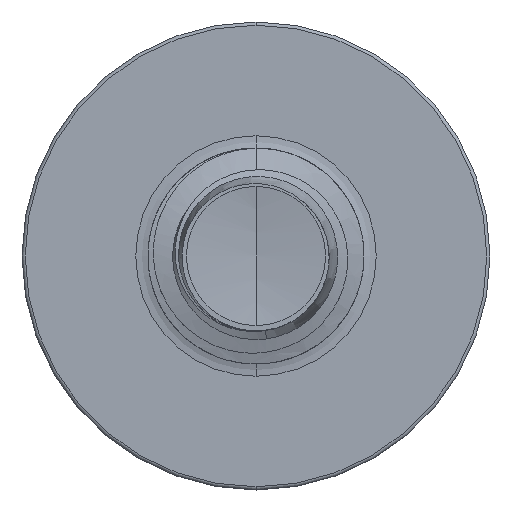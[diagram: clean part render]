
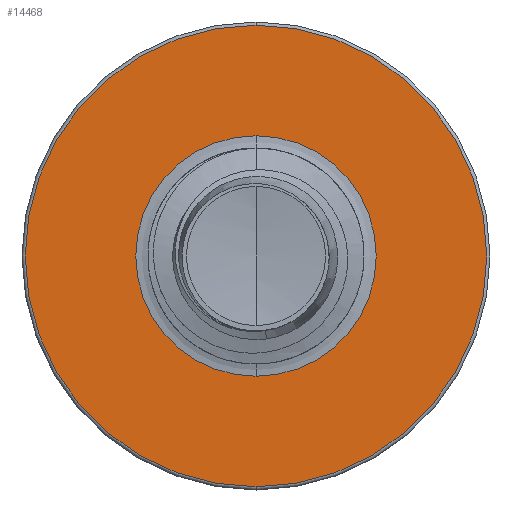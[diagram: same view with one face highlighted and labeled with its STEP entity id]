
A CAD part, front view. The second image highlights one B-rep face of the part: STEP entity #14468.
In plain terms, the highlighted planar face has unit normal (0, -1, 0).
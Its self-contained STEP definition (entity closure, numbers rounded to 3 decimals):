
#622 = FACE_OUTER_BOUND ( 'NONE', #10426, .T. ) ;
#879 = AXIS2_PLACEMENT_3D ( 'NONE', #5785, #5744, #5738 ) ;
#1782 = CIRCLE ( 'NONE', #2068, 1.67 ) ;
#2068 = AXIS2_PLACEMENT_3D ( 'NONE', #3228, #3180, #3135 ) ;
#3135 = DIRECTION ( 'NONE',  ( 0., 0., 1. ) ) ;
#3180 = DIRECTION ( 'NONE',  ( 0., 1., 0. ) ) ;
#3228 = CARTESIAN_POINT ( 'NONE',  ( 0., 8., 0. ) ) ;
#3862 = ORIENTED_EDGE ( 'NONE', *, *, #20533, .F. ) ;
#5738 = DIRECTION ( 'NONE',  ( 0., 0., 1. ) ) ;
#5744 = DIRECTION ( 'NONE',  ( 0., 1., 0. ) ) ;
#5785 = CARTESIAN_POINT ( 'NONE',  ( 0., 8., 0. ) ) ;
#6318 = DIRECTION ( 'NONE',  ( 0., 0., 1. ) ) ;
#6328 = DIRECTION ( 'NONE',  ( 0., 1., 0. ) ) ;
#6374 = CARTESIAN_POINT ( 'NONE',  ( 0., 8., 0. ) ) ;
#6461 = DIRECTION ( 'NONE',  ( 0., 0., 1. ) ) ;
#6470 = DIRECTION ( 'NONE',  ( 0., 1., 0. ) ) ;
#6513 = CARTESIAN_POINT ( 'NONE',  ( 0., 8., 0. ) ) ;
#6650 = EDGE_CURVE ( 'NONE', #9082, #19708, #19621, .T. ) ;
#6943 = EDGE_LOOP ( 'NONE', ( #17731, #21635 ) ) ;
#7536 = DIRECTION ( 'NONE',  ( 0., 0., 1. ) ) ;
#7567 = PLANE ( 'NONE',  #12111 ) ;
#8040 = CARTESIAN_POINT ( 'NONE',  ( 0., 8., -1.67 ) ) ;
#8082 = DIRECTION ( 'NONE',  ( 0., 1., 0. ) ) ;
#8163 = EDGE_CURVE ( 'NONE', #17436, #10796, #1782, .T. ) ;
#9082 = VERTEX_POINT ( 'NONE', #18544 ) ;
#10426 = EDGE_LOOP ( 'NONE', ( #19633, #3862 ) ) ;
#10491 = CARTESIAN_POINT ( 'NONE',  ( 0., 8., 1.67 ) ) ;
#10796 = VERTEX_POINT ( 'NONE', #10491 ) ;
#12096 = CARTESIAN_POINT ( 'NONE',  ( 0., 8., -3.205 ) ) ;
#12111 = AXIS2_PLACEMENT_3D ( 'NONE', #8040, #8082, #7536 ) ;
#14352 = CARTESIAN_POINT ( 'NONE',  ( 0., 8., -1.67 ) ) ;
#14468 = ADVANCED_FACE ( 'NONE', ( #622, #18718 ), #7567, .F. ) ;
#15620 = CIRCLE ( 'NONE', #21523, 1.67 ) ;
#17436 = VERTEX_POINT ( 'NONE', #14352 ) ;
#17731 = ORIENTED_EDGE ( 'NONE', *, *, #20520, .T. ) ;
#18544 = CARTESIAN_POINT ( 'NONE',  ( 0., 8., 3.205 ) ) ;
#18718 = FACE_BOUND ( 'NONE', #6943, .T. ) ;
#19074 = CIRCLE ( 'NONE', #21985, 3.205 ) ;
#19621 = CIRCLE ( 'NONE', #879, 3.205 ) ;
#19633 = ORIENTED_EDGE ( 'NONE', *, *, #6650, .F. ) ;
#19708 = VERTEX_POINT ( 'NONE', #12096 ) ;
#20520 = EDGE_CURVE ( 'NONE', #10796, #17436, #15620, .T. ) ;
#20533 = EDGE_CURVE ( 'NONE', #19708, #9082, #19074, .T. ) ;
#21523 = AXIS2_PLACEMENT_3D ( 'NONE', #6513, #6470, #6461 ) ;
#21635 = ORIENTED_EDGE ( 'NONE', *, *, #8163, .T. ) ;
#21985 = AXIS2_PLACEMENT_3D ( 'NONE', #6374, #6328, #6318 ) ;
